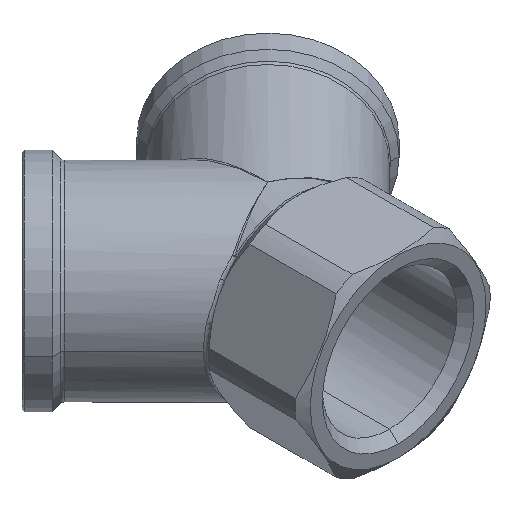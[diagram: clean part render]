
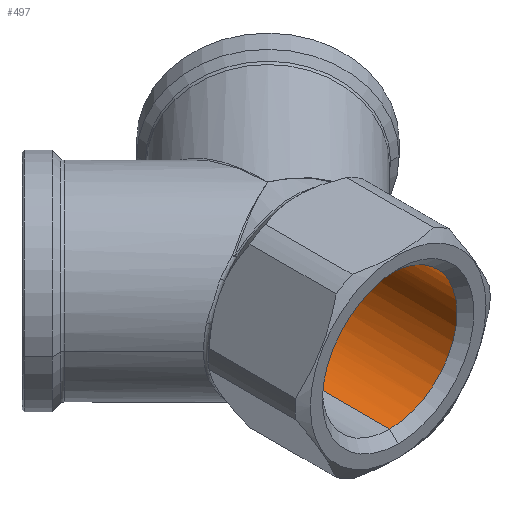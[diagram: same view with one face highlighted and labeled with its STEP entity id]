
A CAD part, isometric view. The second image highlights one B-rep face of the part: STEP entity #497.
In plain terms, the highlighted cylindrical face has radius 9.5 mm (diameter 19 mm), a partial arc.
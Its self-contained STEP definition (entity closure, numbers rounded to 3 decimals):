
#53 = EDGE_CURVE ( 'NONE', #54, #931, #1059, .T. ) ;
#54 = VERTEX_POINT ( 'NONE', #1061 ) ;
#484 = ORIENTED_EDGE ( 'NONE', *, *, #4296, .T. ) ;
#489 = EDGE_CURVE ( 'NONE', #4256, #884, #2359, .T. ) ;
#495 = ORIENTED_EDGE ( 'NONE', *, *, #4305, .T. ) ;
#497 = ADVANCED_FACE ( 'NONE', ( #2344 ), #2389, .F. ) ;
#498 = ORIENTED_EDGE ( 'NONE', *, *, #4257, .T. ) ;
#499 = EDGE_LOOP ( 'NONE', ( #501, #502, #498, #495, #484, #526, #519, #520, #525, #512, #513 ) ) ;
#501 = ORIENTED_EDGE ( 'NONE', *, *, #887, .F. ) ;
#502 = ORIENTED_EDGE ( 'NONE', *, *, #489, .F. ) ;
#503 = EDGE_CURVE ( 'NONE', #880, #877, #2390, .T. ) ;
#512 = ORIENTED_EDGE ( 'NONE', *, *, #882, .T. ) ;
#513 = ORIENTED_EDGE ( 'NONE', *, *, #503, .T. ) ;
#519 = ORIENTED_EDGE ( 'NONE', *, *, #4323, .T. ) ;
#520 = ORIENTED_EDGE ( 'NONE', *, *, #53, .T. ) ;
#525 = ORIENTED_EDGE ( 'NONE', *, *, #920, .F. ) ;
#526 = ORIENTED_EDGE ( 'NONE', *, *, #4643, .T. ) ;
#877 = VERTEX_POINT ( 'NONE', #3128 ) ;
#880 = VERTEX_POINT ( 'NONE', #3122 ) ;
#882 = EDGE_CURVE ( 'NONE', #918, #880, #3121, .T. ) ;
#884 = VERTEX_POINT ( 'NONE', #3164 ) ;
#887 = EDGE_CURVE ( 'NONE', #884, #877, #3162, .T. ) ;
#918 = VERTEX_POINT ( 'NONE', #3211 ) ;
#920 = EDGE_CURVE ( 'NONE', #918, #931, #3210, .T. ) ;
#931 = VERTEX_POINT ( 'NONE', #3239 ) ;
#1055 = CARTESIAN_POINT ( 'NONE',  ( 0.875, 20.5, -9.46 ) ) ;
#1056 = CARTESIAN_POINT ( 'NONE',  ( 0.796, 20.308, -9.467 ) ) ;
#1057 = CARTESIAN_POINT ( 'NONE',  ( 0.716, 20.116, -9.473 ) ) ;
#1058 = CARTESIAN_POINT ( 'NONE',  ( 0.636, 19.924, -9.479 ) ) ;
#1059 =( BOUNDED_CURVE ( )  B_SPLINE_CURVE ( 3, ( #1058, #1057, #1056, #1055 ),
 .UNSPECIFIED., .F., .T. ) 
 B_SPLINE_CURVE_WITH_KNOTS ( ( 4, 4 ),
 ( 4.779, 4.805 ),
 .UNSPECIFIED. ) 
 CURVE ( )  GEOMETRIC_REPRESENTATION_ITEM ( )  RATIONAL_B_SPLINE_CURVE ( ( 1., 1., 1., 1. ) ) 
 REPRESENTATION_ITEM ( '' )  );
#1061 = CARTESIAN_POINT ( 'NONE',  ( 0.636, 19.924, -9.479 ) ) ;
#2344 = FACE_OUTER_BOUND ( 'NONE', #499, .T. ) ;
#2356 = DIRECTION ( 'NONE',  ( 0., 0., -1. ) ) ;
#2357 = DIRECTION ( 'NONE',  ( 0., -1., 0. ) ) ;
#2358 = AXIS2_PLACEMENT_3D ( 'NONE', #2365, #2357, #2356 ) ;
#2359 = CIRCLE ( 'NONE', #2358, 9.5 ) ;
#2365 = CARTESIAN_POINT ( 'NONE',  ( 0., 20.5, 0. ) ) ;
#2381 = DIRECTION ( 'NONE',  ( 0., 0., -1. ) ) ;
#2382 = DIRECTION ( 'NONE',  ( 0., -1., 0. ) ) ;
#2383 = CARTESIAN_POINT ( 'NONE',  ( 0., 1.2, 0. ) ) ;
#2384 = AXIS2_PLACEMENT_3D ( 'NONE', #2383, #2382, #2381 ) ;
#2385 = DIRECTION ( 'NONE',  ( 0., 0., -1. ) ) ;
#2386 = DIRECTION ( 'NONE',  ( 0., -1., 0. ) ) ;
#2387 = CARTESIAN_POINT ( 'NONE',  ( 0., -5.476, 0. ) ) ;
#2388 = AXIS2_PLACEMENT_3D ( 'NONE', #2387, #2386, #2385 ) ;
#2389 = CYLINDRICAL_SURFACE ( 'NONE', #2388, 9.5 ) ;
#2390 = CIRCLE ( 'NONE', #2384, 9.5 ) ;
#3118 = DIRECTION ( 'NONE',  ( 0., -1., 0. ) ) ;
#3119 = VECTOR ( 'NONE', #3118, 1000. ) ;
#3120 = CARTESIAN_POINT ( 'NONE',  ( 0., -5.476, -9.5 ) ) ;
#3121 = LINE ( 'NONE', #3120, #3119 ) ;
#3122 = CARTESIAN_POINT ( 'NONE',  ( 0., 1.2, -9.5 ) ) ;
#3128 = CARTESIAN_POINT ( 'NONE',  ( 0., 1.2, 9.5 ) ) ;
#3159 = DIRECTION ( 'NONE',  ( 0., -1., 0. ) ) ;
#3160 = VECTOR ( 'NONE', #3159, 1000. ) ;
#3161 = CARTESIAN_POINT ( 'NONE',  ( 0., -5.476, 9.5 ) ) ;
#3162 = LINE ( 'NONE', #3161, #3160 ) ;
#3164 = CARTESIAN_POINT ( 'NONE',  ( 0., 20.5, 9.5 ) ) ;
#3206 = DIRECTION ( 'NONE',  ( 0., 0., -1. ) ) ;
#3207 = DIRECTION ( 'NONE',  ( 0., -1., 0. ) ) ;
#3208 = CARTESIAN_POINT ( 'NONE',  ( 0., 20.5, 0. ) ) ;
#3209 = AXIS2_PLACEMENT_3D ( 'NONE', #3208, #3207, #3206 ) ;
#3210 = CIRCLE ( 'NONE', #3209, 9.5 ) ;
#3211 = CARTESIAN_POINT ( 'NONE',  ( 0., 20.5, -9.5 ) ) ;
#3239 = CARTESIAN_POINT ( 'NONE',  ( 0.875, 20.5, -9.46 ) ) ;
#3463 = CARTESIAN_POINT ( 'NONE',  ( 0.875, 20.5, 9.46 ) ) ;
#3508 = CARTESIAN_POINT ( 'NONE',  ( 0.636, 19.924, 9.479 ) ) ;
#3509 = CARTESIAN_POINT ( 'NONE',  ( 0.716, 20.116, 9.473 ) ) ;
#3510 = CARTESIAN_POINT ( 'NONE',  ( 0.796, 20.308, 9.467 ) ) ;
#3511 = CARTESIAN_POINT ( 'NONE',  ( 0.875, 20.5, 9.46 ) ) ;
#3512 =( BOUNDED_CURVE ( )  B_SPLINE_CURVE ( 3, ( #3511, #3510, #3509, #3508 ),
 .UNSPECIFIED., .F., .T. ) 
 B_SPLINE_CURVE_WITH_KNOTS ( ( 4, 4 ),
 ( 1.479, 1.504 ),
 .UNSPECIFIED. ) 
 CURVE ( )  GEOMETRIC_REPRESENTATION_ITEM ( )  RATIONAL_B_SPLINE_CURVE ( ( 1., 1., 1., 1. ) ) 
 REPRESENTATION_ITEM ( '' )  );
#3582 = CARTESIAN_POINT ( 'NONE',  ( 9.5, 14.452, 0. ) ) ;
#3583 = CARTESIAN_POINT ( 'NONE',  ( 9.5, 14.452, 3.932 ) ) ;
#3584 = CARTESIAN_POINT ( 'NONE',  ( 7.329, 15.351, 7.21 ) ) ;
#3585 = CARTESIAN_POINT ( 'NONE',  ( 3.71, 16.85, 8.746 ) ) ;
#3586 =( BOUNDED_CURVE ( )  B_SPLINE_CURVE ( 3, ( #3585, #3584, #3583, #3582 ),
 .UNSPECIFIED., .F., .T. ) 
 B_SPLINE_CURVE_WITH_KNOTS ( ( 4, 4 ),
 ( 5.114, 6.283 ),
 .UNSPECIFIED. ) 
 CURVE ( )  GEOMETRIC_REPRESENTATION_ITEM ( )  RATIONAL_B_SPLINE_CURVE ( ( 1., 0.889, 0.889, 1. ) ) 
 REPRESENTATION_ITEM ( '' )  );
#3609 = CARTESIAN_POINT ( 'NONE',  ( 3.71, 16.85, 8.746 ) ) ;
#3617 = CARTESIAN_POINT ( 'NONE',  ( 3.71, 16.85, 8.746 ) ) ;
#3618 = CARTESIAN_POINT ( 'NONE',  ( 2.649, 17.796, 9.196 ) ) ;
#3619 = CARTESIAN_POINT ( 'NONE',  ( 1.612, 18.814, 9.413 ) ) ;
#3620 = CARTESIAN_POINT ( 'NONE',  ( 0.636, 19.924, 9.479 ) ) ;
#3621 = CARTESIAN_POINT ( 'NONE',  ( 0.636, 19.924, 9.479 ) ) ;
#3622 = B_SPLINE_CURVE_WITH_KNOTS ( 'NONE', 3,
 ( #3620, #3619, #3618, #3617 ),
 .UNSPECIFIED., .F., .F.,
 ( 4, 4 ),
 ( 0.001, 0.005 ),
 .UNSPECIFIED. ) ;
#3623 = CARTESIAN_POINT ( 'NONE',  ( 2.401, 18.067, -9.195 ) ) ;
#3624 = CARTESIAN_POINT ( 'NONE',  ( 2.663, 17.814, -9.123 ) ) ;
#3625 = CARTESIAN_POINT ( 'NONE',  ( 3.187, 17.322, -8.954 ) ) ;
#3626 = CARTESIAN_POINT ( 'NONE',  ( 3.449, 17.083, -8.856 ) ) ;
#3627 = CARTESIAN_POINT ( 'NONE',  ( 3.71, 16.85, -8.746 ) ) ;
#3630 = B_SPLINE_CURVE_WITH_KNOTS ( 'NONE', 3,
 ( #3627, #3626, #3625, #3624, #3623, #3677, #3676, #3675 ),
 .UNSPECIFIED., .F., .F.,
 ( 4, 2, 2, 4 ),
 ( 0.006, 0.007, 0.008, 0.011 ),
 .UNSPECIFIED. ) ;
#3675 = CARTESIAN_POINT ( 'NONE',  ( 0.636, 19.924, -9.479 ) ) ;
#3676 = CARTESIAN_POINT ( 'NONE',  ( 1.123, 19.37, -9.446 ) ) ;
#3677 = CARTESIAN_POINT ( 'NONE',  ( 1.627, 18.837, -9.375 ) ) ;
#3956 =( BOUNDED_CURVE ( )  B_SPLINE_CURVE ( 3, ( #3993, #3992, #3991, #3990 ),
 .UNSPECIFIED., .F., .F. ) 
 B_SPLINE_CURVE_WITH_KNOTS ( ( 4, 4 ),
 ( 0., 1.17 ),
 .UNSPECIFIED. ) 
 CURVE ( )  GEOMETRIC_REPRESENTATION_ITEM ( )  RATIONAL_B_SPLINE_CURVE ( ( 1., 0.889, 0.889, 1. ) ) 
 REPRESENTATION_ITEM ( '' )  );
#3962 = CARTESIAN_POINT ( 'NONE',  ( 3.71, 16.85, -8.746 ) ) ;
#3990 = CARTESIAN_POINT ( 'NONE',  ( 3.71, 16.85, -8.746 ) ) ;
#3991 = CARTESIAN_POINT ( 'NONE',  ( 7.329, 15.351, -7.21 ) ) ;
#3992 = CARTESIAN_POINT ( 'NONE',  ( 9.5, 14.452, -3.932 ) ) ;
#3993 = CARTESIAN_POINT ( 'NONE',  ( 9.5, 14.452, 0. ) ) ;
#3994 = CARTESIAN_POINT ( 'NONE',  ( 9.5, 14.452, 0. ) ) ;
#4256 = VERTEX_POINT ( 'NONE', #3463 ) ;
#4257 = EDGE_CURVE ( 'NONE', #4256, #4306, #3512, .T. ) ;
#4296 = EDGE_CURVE ( 'NONE', #4311, #4644, #3586, .T. ) ;
#4305 = EDGE_CURVE ( 'NONE', #4306, #4311, #3622, .T. ) ;
#4306 = VERTEX_POINT ( 'NONE', #3621 ) ;
#4311 = VERTEX_POINT ( 'NONE', #3609 ) ;
#4323 = EDGE_CURVE ( 'NONE', #4641, #54, #3630, .T. ) ;
#4641 = VERTEX_POINT ( 'NONE', #3962 ) ;
#4643 = EDGE_CURVE ( 'NONE', #4644, #4641, #3956, .T. ) ;
#4644 = VERTEX_POINT ( 'NONE', #3994 ) ;
